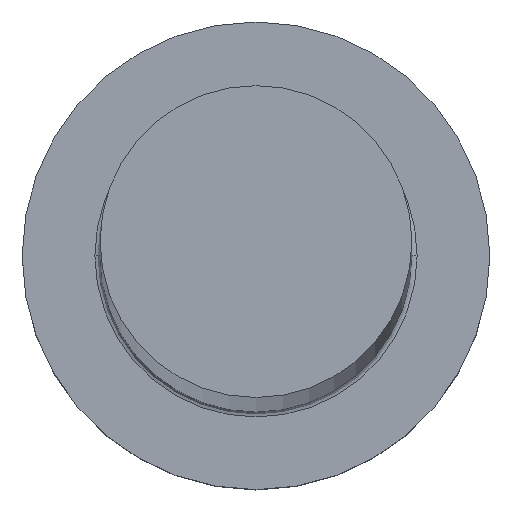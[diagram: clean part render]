
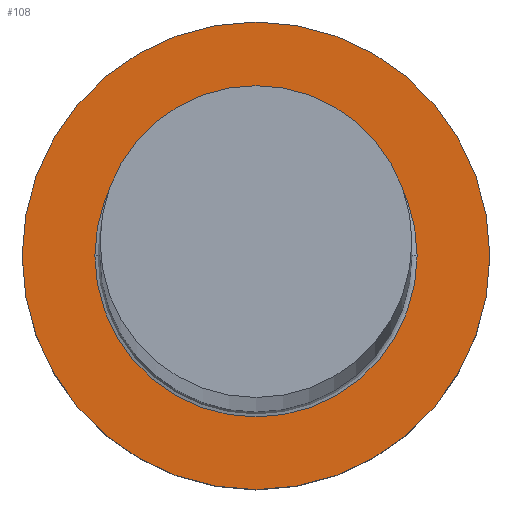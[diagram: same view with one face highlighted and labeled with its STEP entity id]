
A CAD part, top view. The second image highlights one B-rep face of the part: STEP entity #108.
In plain terms, the highlighted planar face has unit normal (0, 0, 1).
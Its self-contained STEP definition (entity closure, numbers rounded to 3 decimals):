
#4 = DIRECTION ( 'NONE',  ( 1., 0., 0. ) ) ;
#6 = CARTESIAN_POINT ( 'NONE',  ( -6.2, 0., 7. ) ) ;
#7 = CIRCLE ( 'NONE', #90, 9. ) ;
#10 = EDGE_CURVE ( 'NONE', #211, #165, #198, .T. ) ;
#14 = AXIS2_PLACEMENT_3D ( 'NONE', #32, #127, #128 ) ;
#16 = EDGE_CURVE ( 'NONE', #165, #211, #7, .T. ) ;
#18 = EDGE_LOOP ( 'NONE', ( #55, #280 ) ) ;
#28 = CARTESIAN_POINT ( 'NONE',  ( 0., 0., 7. ) ) ;
#32 = CARTESIAN_POINT ( 'NONE',  ( 0., 0., 7. ) ) ;
#50 = VERTEX_POINT ( 'NONE', #257 ) ;
#55 = ORIENTED_EDGE ( 'NONE', *, *, #16, .T. ) ;
#78 = DIRECTION ( 'NONE',  ( 0., 0., 1. ) ) ;
#90 = AXIS2_PLACEMENT_3D ( 'NONE', #28, #78, #121 ) ;
#99 = FACE_OUTER_BOUND ( 'NONE', #18, .T. ) ;
#103 = ORIENTED_EDGE ( 'NONE', *, *, #167, .T. ) ;
#105 = DIRECTION ( 'NONE',  ( 1., 0., 0. ) ) ;
#108 = ADVANCED_FACE ( 'NONE', ( #307, #99 ), #193, .T. ) ;
#115 = CIRCLE ( 'NONE', #279, 6.2 ) ;
#121 = DIRECTION ( 'NONE',  ( 1., 0., 0. ) ) ;
#127 = DIRECTION ( 'NONE',  ( 0., 0., -1. ) ) ;
#128 = DIRECTION ( 'NONE',  ( 1., 0., 0. ) ) ;
#129 = CARTESIAN_POINT ( 'NONE',  ( 0., 0., 7. ) ) ;
#130 = EDGE_CURVE ( 'NONE', #50, #207, #115, .T. ) ;
#143 = AXIS2_PLACEMENT_3D ( 'NONE', #189, #148, #145 ) ;
#145 = DIRECTION ( 'NONE',  ( 1., 0., 0. ) ) ;
#148 = DIRECTION ( 'NONE',  ( 0., 0., 1. ) ) ;
#150 = CIRCLE ( 'NONE', #14, 6.2 ) ;
#165 = VERTEX_POINT ( 'NONE', #291 ) ;
#167 = EDGE_CURVE ( 'NONE', #207, #50, #150, .T. ) ;
#176 = CARTESIAN_POINT ( 'NONE',  ( 9., 0., 7. ) ) ;
#189 = CARTESIAN_POINT ( 'NONE',  ( 0., 0., 7. ) ) ;
#193 = PLANE ( 'NONE',  #271 ) ;
#198 = CIRCLE ( 'NONE', #143, 9. ) ;
#205 = ORIENTED_EDGE ( 'NONE', *, *, #130, .T. ) ;
#207 = VERTEX_POINT ( 'NONE', #6 ) ;
#211 = VERTEX_POINT ( 'NONE', #176 ) ;
#212 = DIRECTION ( 'NONE',  ( 0., 0., 1. ) ) ;
#215 = DIRECTION ( 'NONE',  ( 0., 0., -1. ) ) ;
#231 = EDGE_LOOP ( 'NONE', ( #205, #103 ) ) ;
#257 = CARTESIAN_POINT ( 'NONE',  ( 6.2, 0., 7. ) ) ;
#271 = AXIS2_PLACEMENT_3D ( 'NONE', #283, #212, #4 ) ;
#279 = AXIS2_PLACEMENT_3D ( 'NONE', #129, #215, #105 ) ;
#280 = ORIENTED_EDGE ( 'NONE', *, *, #10, .T. ) ;
#283 = CARTESIAN_POINT ( 'NONE',  ( 0., 0., 7. ) ) ;
#291 = CARTESIAN_POINT ( 'NONE',  ( -9., 0., 7. ) ) ;
#307 = FACE_BOUND ( 'NONE', #231, .T. ) ;
